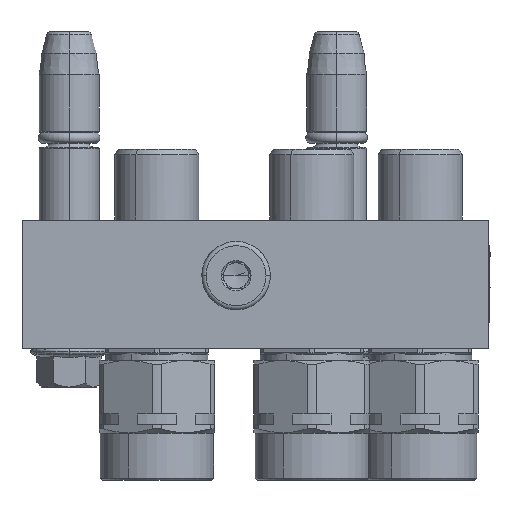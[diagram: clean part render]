
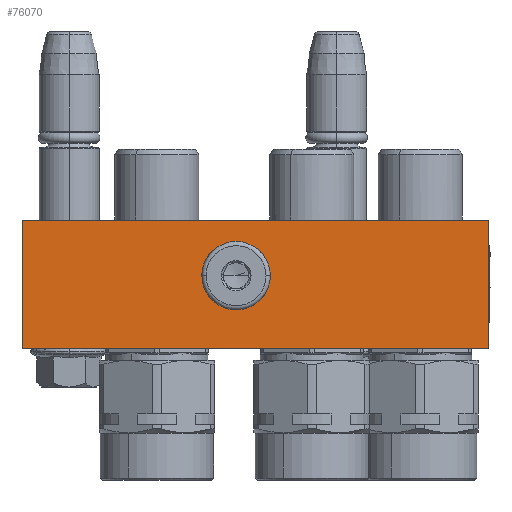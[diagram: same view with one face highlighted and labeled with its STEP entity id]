
A CAD part, front view. The second image highlights one B-rep face of the part: STEP entity #76070.
In plain terms, the highlighted face is planar.
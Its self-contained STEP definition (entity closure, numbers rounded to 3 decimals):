
#412 = DIRECTION ( 'NONE',  ( -1., 0., 0. ) ) ;
#567 = CARTESIAN_POINT ( 'NONE',  ( 54.5, 30., -50. ) ) ;
#1383 = CARTESIAN_POINT ( 'NONE',  ( -5.865, 7.915, -50. ) ) ;
#1794 = EDGE_CURVE ( 'NONE', #15816, #51673, #33425, .T. ) ;
#2077 = CARTESIAN_POINT ( 'NONE',  ( -5.865, 18.084, -50. ) ) ;
#2831 = ORIENTED_EDGE ( 'NONE', *, *, #49954, .T. ) ;
#4636 = ORIENTED_EDGE ( 'NONE', *, *, #1794, .T. ) ;
#4676 = LINE ( 'NONE', #29880, #28929 ) ;
#5174 = B_SPLINE_CURVE_WITH_KNOTS ( 'NONE', 3,
 ( #19162, #25361, #31122, #13659, #18898, #13404, #55351, #25634, #61324, #42817, #73175, #1383, #54569, #43341 ),
 .UNSPECIFIED., .F., .F.,
 ( 4, 2, 2, 2, 2, 2, 4 ),
 ( 0., 0.031, 0.063, 0.125, 0.25, 0.375, 0.5 ),
 .UNSPECIFIED. ) ;
#6270 = CARTESIAN_POINT ( 'NONE',  ( -54.5, 0., -50. ) ) ;
#7103 = CARTESIAN_POINT ( 'NONE',  ( -3.815, 7.78, -50. ) ) ;
#7178 = ORIENTED_EDGE ( 'NONE', *, *, #28862, .T. ) ;
#7375 = CARTESIAN_POINT ( 'NONE',  ( -3.135, 7.916, -50. ) ) ;
#7575 = EDGE_LOOP ( 'NONE', ( #23913, #4636, #74217 ) ) ;
#8636 = CARTESIAN_POINT ( 'NONE',  ( -9.586, 14.185, -50. ) ) ;
#9161 = CARTESIAN_POINT ( 'NONE',  ( -8.675, 16.207, -50. ) ) ;
#11919 = CARTESIAN_POINT ( 'NONE',  ( 54.5, 30., -50. ) ) ;
#13086 = CARTESIAN_POINT ( 'NONE',  ( 0.545, 11.647, -50. ) ) ;
#13360 = CARTESIAN_POINT ( 'NONE',  ( -1.293, 8.825, -50. ) ) ;
#13404 = CARTESIAN_POINT ( 'NONE',  ( -9.553, 11.646, -50. ) ) ;
#13659 = CARTESIAN_POINT ( 'NONE',  ( -9.678, 12.317, -50. ) ) ;
#14097 = CARTESIAN_POINT ( 'NONE',  ( 0.454, 14.681, -50. ) ) ;
#14265 = EDGE_CURVE ( 'NONE', #23847, #15816, #5174, .T. ) ;
#14366 = CARTESIAN_POINT ( 'NONE',  ( -7.707, 17.175, -50. ) ) ;
#14790 = LINE ( 'NONE', #27421, #32493 ) ;
#15816 = VERTEX_POINT ( 'NONE', #36627 ) ;
#18861 = CARTESIAN_POINT ( 'NONE',  ( 0.586, 11.815, -50. ) ) ;
#18898 = CARTESIAN_POINT ( 'NONE',  ( -9.653, 12.15, -50. ) ) ;
#19117 = CARTESIAN_POINT ( 'NONE',  ( 0.719, 12.654, -50. ) ) ;
#19162 = CARTESIAN_POINT ( 'NONE',  ( -9.72, 13., -50. ) ) ;
#19550 = FACE_BOUND ( 'NONE', #7575, .T. ) ;
#20030 = VECTOR ( 'NONE', #77232, 1000. ) ;
#20343 = CARTESIAN_POINT ( 'NONE',  ( 0.061, 15.63, -50. ) ) ;
#20615 = CARTESIAN_POINT ( 'NONE',  ( -9.446, 14.679, -50. ) ) ;
#20876 = CARTESIAN_POINT ( 'NONE',  ( -7.13, 17.561, -50. ) ) ;
#22795 = DIRECTION ( 'NONE',  ( 0., 0., -1. ) ) ;
#23847 = VERTEX_POINT ( 'NONE', #52947 ) ;
#23913 = ORIENTED_EDGE ( 'NONE', *, *, #14265, .T. ) ;
#24803 = CARTESIAN_POINT ( 'NONE',  ( 0.72, 13., -50. ) ) ;
#25361 = CARTESIAN_POINT ( 'NONE',  ( -9.72, 12.827, -50. ) ) ;
#25634 = CARTESIAN_POINT ( 'NONE',  ( -9.061, 10.37, -50. ) ) ;
#26070 = CARTESIAN_POINT ( 'NONE',  ( 0.653, 13.85, -50. ) ) ;
#26340 = CARTESIAN_POINT ( 'NONE',  ( -1.87, 17.56, -50. ) ) ;
#26602 = CARTESIAN_POINT ( 'NONE',  ( -0.325, 16.207, -50. ) ) ;
#26866 = CARTESIAN_POINT ( 'NONE',  ( 0.72, 13.173, -50. ) ) ;
#27421 = CARTESIAN_POINT ( 'NONE',  ( 54.5, 0., -50. ) ) ;
#28862 = EDGE_CURVE ( 'NONE', #54584, #37044, #14790, .T. ) ;
#28920 = LINE ( 'NONE', #11919, #55971 ) ;
#28929 = VECTOR ( 'NONE', #77113, 1000. ) ;
#29880 = CARTESIAN_POINT ( 'NONE',  ( 54.5, 0., -50. ) ) ;
#30826 = CARTESIAN_POINT ( 'NONE',  ( 0.388, 11.16, -50. ) ) ;
#30941 = CARTESIAN_POINT ( 'NONE',  ( 0.72, 13., -50. ) ) ;
#31122 = CARTESIAN_POINT ( 'NONE',  ( -9.711, 12.656, -50. ) ) ;
#31634 = VERTEX_POINT ( 'NONE', #59321 ) ;
#32328 = CARTESIAN_POINT ( 'NONE',  ( -9.061, 15.629, -50. ) ) ;
#32493 = VECTOR ( 'NONE', #71357, 1000. ) ;
#32839 = CARTESIAN_POINT ( 'NONE',  ( 0.72, 13., -50. ) ) ;
#33425 = B_SPLINE_CURVE_WITH_KNOTS ( 'NONE', 3,
 ( #48274, #7103, #7375, #55054, #13360, #54524, #48779, #30826, #54266, #13086, #18861, #43294, #19117, #24803 ),
 .UNSPECIFIED., .F., .F.,
 ( 4, 2, 2, 2, 2, 2, 4 ),
 ( 0.5, 0.625, 0.75, 0.875, 0.906, 0.938, 1. ),
 .UNSPECIFIED. ) ;
#34075 = AXIS2_PLACEMENT_3D ( 'NONE', #64743, #22795, #58218 ) ;
#36627 = CARTESIAN_POINT ( 'NONE',  ( -4.5, 7.78, -50. ) ) ;
#37044 = VERTEX_POINT ( 'NONE', #55244 ) ;
#37455 = EDGE_CURVE ( 'NONE', #67741, #31634, #28920, .T. ) ;
#38810 = CARTESIAN_POINT ( 'NONE',  ( -9.72, 13., -50. ) ) ;
#42229 = EDGE_LOOP ( 'NONE', ( #2831, #54005, #58804, #7178 ) ) ;
#42817 = CARTESIAN_POINT ( 'NONE',  ( -7.707, 8.825, -50. ) ) ;
#43294 = CARTESIAN_POINT ( 'NONE',  ( 0.686, 12.315, -50. ) ) ;
#43341 = CARTESIAN_POINT ( 'NONE',  ( -4.5, 7.78, -50. ) ) ;
#44037 = CARTESIAN_POINT ( 'NONE',  ( 0.553, 14.354, -50. ) ) ;
#48274 = CARTESIAN_POINT ( 'NONE',  ( -4.5, 7.78, -50. ) ) ;
#48779 = CARTESIAN_POINT ( 'NONE',  ( 0.061, 10.371, -50. ) ) ;
#49954 = EDGE_CURVE ( 'NONE', #37044, #31634, #64704, .T. ) ;
#50552 = CARTESIAN_POINT ( 'NONE',  ( 0.711, 13.344, -50. ) ) ;
#51673 = VERTEX_POINT ( 'NONE', #30941 ) ;
#52657 = EDGE_CURVE ( 'NONE', #51673, #23847, #68964, .T. ) ;
#52947 = CARTESIAN_POINT ( 'NONE',  ( -9.72, 13., -50. ) ) ;
#54005 = ORIENTED_EDGE ( 'NONE', *, *, #37455, .F. ) ;
#54266 = CARTESIAN_POINT ( 'NONE',  ( 0.446, 11.321, -50. ) ) ;
#54524 = CARTESIAN_POINT ( 'NONE',  ( -0.325, 9.793, -50. ) ) ;
#54569 = CARTESIAN_POINT ( 'NONE',  ( -5.185, 7.78, -50. ) ) ;
#54584 = VERTEX_POINT ( 'NONE', #75088 ) ;
#55054 = CARTESIAN_POINT ( 'NONE',  ( -1.87, 8.439, -50. ) ) ;
#55244 = CARTESIAN_POINT ( 'NONE',  ( -54.5, 0., -50. ) ) ;
#55351 = CARTESIAN_POINT ( 'NONE',  ( -9.454, 11.319, -50. ) ) ;
#55760 = CARTESIAN_POINT ( 'NONE',  ( -3.135, 18.085, -50. ) ) ;
#55971 = VECTOR ( 'NONE', #412, 1000. ) ;
#56013 = CARTESIAN_POINT ( 'NONE',  ( -9.388, 14.84, -50. ) ) ;
#58218 = DIRECTION ( 'NONE',  ( -1., 0., 0. ) ) ;
#58804 = ORIENTED_EDGE ( 'NONE', *, *, #77331, .F. ) ;
#59321 = CARTESIAN_POINT ( 'NONE',  ( -54.5, 30., -50. ) ) ;
#61324 = CARTESIAN_POINT ( 'NONE',  ( -8.675, 9.793, -50. ) ) ;
#62007 = CARTESIAN_POINT ( 'NONE',  ( -1.293, 17.175, -50. ) ) ;
#62519 = CARTESIAN_POINT ( 'NONE',  ( -5.185, 18.22, -50. ) ) ;
#64704 = LINE ( 'NONE', #6270, #20030 ) ;
#64743 = CARTESIAN_POINT ( 'NONE',  ( 54.5, 0., -50. ) ) ;
#67548 = CARTESIAN_POINT ( 'NONE',  ( 0.678, 13.683, -50. ) ) ;
#67741 = VERTEX_POINT ( 'NONE', #567 ) ;
#68576 = CARTESIAN_POINT ( 'NONE',  ( -9.686, 13.685, -50. ) ) ;
#68964 = B_SPLINE_CURVE_WITH_KNOTS ( 'NONE', 3,
 ( #32839, #26866, #50552, #67548, #26070, #44037, #14097, #20343, #26602, #62007, #26340, #55760, #73857, #62519, #2077, #20876, #14366, #9161, #32328, #56013, #20615, #74106, #8636, #68576, #74618, #38810 ),
 .UNSPECIFIED., .F., .F.,
 ( 4, 2, 2, 2, 2, 2, 2, 2, 2, 2, 2, 2, 4 ),
 ( 0., 0.031, 0.062, 0.125, 0.25, 0.375, 0.5, 0.625, 0.75, 0.875, 0.906, 0.937, 1. ),
 .UNSPECIFIED. ) ;
#69006 = FACE_OUTER_BOUND ( 'NONE', #42229, .T. ) ;
#71357 = DIRECTION ( 'NONE',  ( -1., 0., 0. ) ) ;
#73175 = CARTESIAN_POINT ( 'NONE',  ( -7.13, 8.44, -50. ) ) ;
#73857 = CARTESIAN_POINT ( 'NONE',  ( -3.815, 18.22, -50. ) ) ;
#74106 = CARTESIAN_POINT ( 'NONE',  ( -9.545, 14.353, -50. ) ) ;
#74217 = ORIENTED_EDGE ( 'NONE', *, *, #52657, .T. ) ;
#74618 = CARTESIAN_POINT ( 'NONE',  ( -9.719, 13.346, -50. ) ) ;
#75088 = CARTESIAN_POINT ( 'NONE',  ( 54.5, 0., -50. ) ) ;
#76070 = ADVANCED_FACE ( 'NONE', ( #19550, #69006 ), #76553, .T. ) ;
#76553 = PLANE ( 'NONE',  #34075 ) ;
#77113 = DIRECTION ( 'NONE',  ( 0., 1., 0. ) ) ;
#77232 = DIRECTION ( 'NONE',  ( 0., 1., 0. ) ) ;
#77331 = EDGE_CURVE ( 'NONE', #54584, #67741, #4676, .T. ) ;
